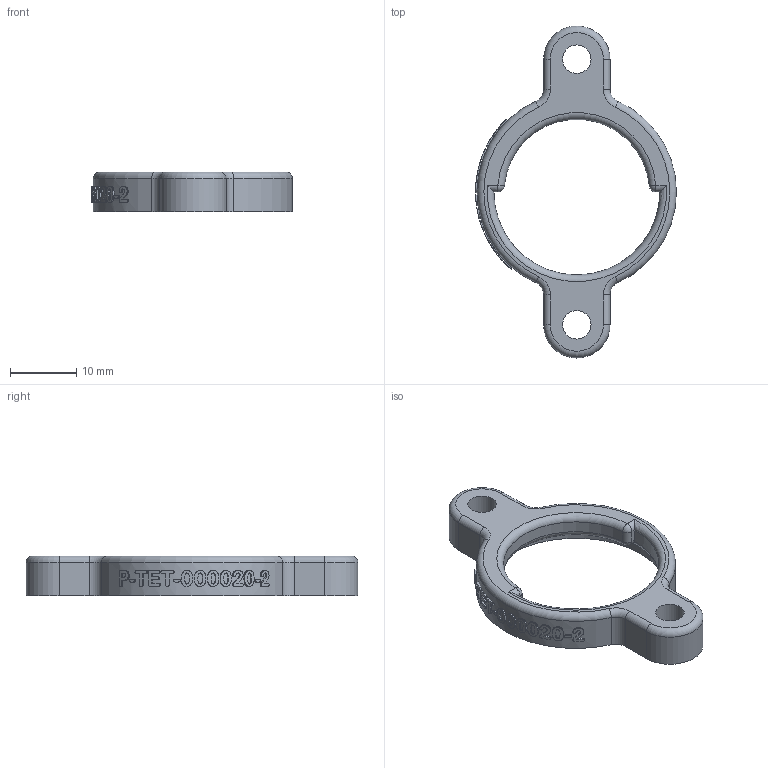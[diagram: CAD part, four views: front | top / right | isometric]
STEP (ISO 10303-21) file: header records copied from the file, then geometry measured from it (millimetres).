
FILE_DESCRIPTION(/* description */ (''),/* implementation_level */ '2;1');
FILE_NAME(/* name */ 'P-TET-000020-2_Shutoff_valve_cap.step',/* time_stamp */ '2020-08-31T13:02:38-04:00',/* author */ (''),/* organization */ (''),/* preprocessor_version */ 'ST-DEVELOPER v18.1',/* originating_system */ 'Autodesk Translation Framework v9.3.0.1241',/* authorisation */ '');
FILE_SCHEMA (('AUTOMOTIVE_DESIGN { 1 0 10303 214 3 1 1 }'));
Length unit declared in the file: millimetre
Products named in the file (1): P-TET-000020-2
Bounding box: 30.25 x 50 x 6 mm (x, y, z)
Volume: 2195.4 mm3; surface area: 2147.2 mm2
Topology: 1 solids, 1 shells, 392 faces, 1081 edges, 711 vertices
Faces by surface type: bspline 287, plane 45, cylinder 43, torus 13, sphere 4
Full cylindrical faces by diameter (mm): 4.3 x2, 27.49 x1
Entity records: 18133 total; most frequent: CARTESIAN_POINT 10004, ORIENTED_EDGE 2162, EDGE_CURVE 1081, DIRECTION 830, VERTEX_POINT 711, B_SPLINE_CURVE_WITH_KNOTS 580, EDGE_LOOP 418, FACE_OUTER_BOUND 392
